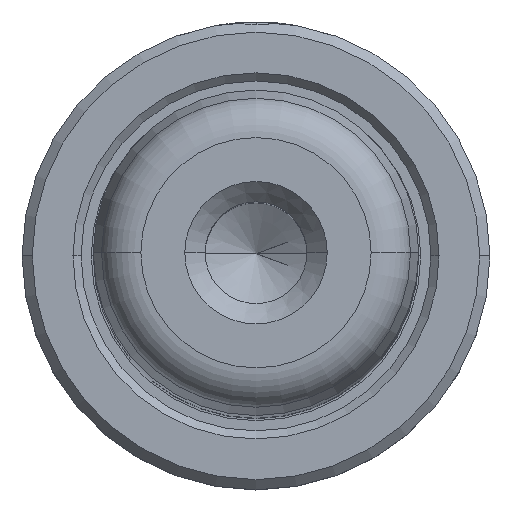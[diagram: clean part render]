
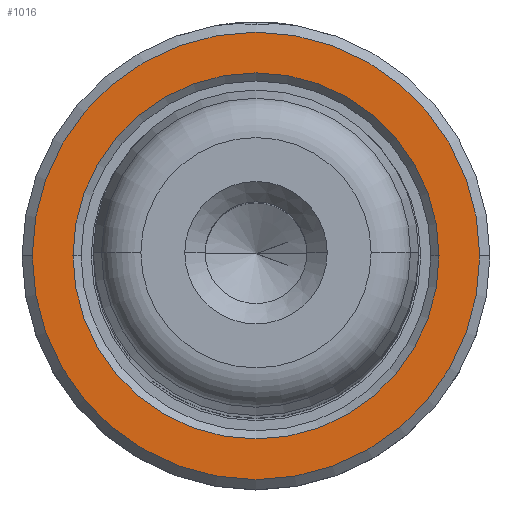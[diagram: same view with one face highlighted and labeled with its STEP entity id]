
A CAD part, top view. The second image highlights one B-rep face of the part: STEP entity #1016.
In plain terms, the highlighted planar face has unit normal (0, 0, 1).
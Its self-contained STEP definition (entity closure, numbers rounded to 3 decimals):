
#58 = ORIENTED_EDGE ( 'NONE', *, *, #207, .T. ) ;
#61 = VERTEX_POINT ( 'NONE', #535 ) ;
#168 = CARTESIAN_POINT ( 'NONE',  ( -9., 0., 40. ) ) ;
#177 = DIRECTION ( 'NONE',  ( -1., 0., 0. ) ) ;
#184 = EDGE_LOOP ( 'NONE', ( #217, #308 ) ) ;
#185 = DIRECTION ( 'NONE',  ( 0., 0., -1. ) ) ;
#199 = CARTESIAN_POINT ( 'NONE',  ( 0., 0., 40. ) ) ;
#207 = EDGE_CURVE ( 'NONE', #2250, #61, #441, .T. ) ;
#217 = ORIENTED_EDGE ( 'NONE', *, *, #2077, .T. ) ;
#308 = ORIENTED_EDGE ( 'NONE', *, *, #613, .T. ) ;
#441 = CIRCLE ( 'NONE', #1050, 11. ) ;
#515 = VERTEX_POINT ( 'NONE', #168 ) ;
#535 = CARTESIAN_POINT ( 'NONE',  ( -11., 0., 40. ) ) ;
#549 = CIRCLE ( 'NONE', #900, 11. ) ;
#612 = FACE_OUTER_BOUND ( 'NONE', #1504, .T. ) ;
#613 = EDGE_CURVE ( 'NONE', #515, #1063, #1180, .T. ) ;
#867 = DIRECTION ( 'NONE',  ( -1., 0., 0. ) ) ;
#885 = DIRECTION ( 'NONE',  ( 0., 0., 1. ) ) ;
#888 = CARTESIAN_POINT ( 'NONE',  ( 0., 0., 40. ) ) ;
#900 = AXIS2_PLACEMENT_3D ( 'NONE', #2178, #2167, #2164 ) ;
#1016 = ADVANCED_FACE ( 'NONE', ( #612, #1981 ), #2210, .F. ) ;
#1022 = EDGE_CURVE ( 'NONE', #61, #2250, #549, .T. ) ;
#1041 = AXIS2_PLACEMENT_3D ( 'NONE', #2260, #2201, #2195 ) ;
#1050 = AXIS2_PLACEMENT_3D ( 'NONE', #888, #885, #867 ) ;
#1063 = VERTEX_POINT ( 'NONE', #2133 ) ;
#1180 = CIRCLE ( 'NONE', #1922, 9. ) ;
#1413 = AXIS2_PLACEMENT_3D ( 'NONE', #199, #185, #177 ) ;
#1504 = EDGE_LOOP ( 'NONE', ( #2202, #58 ) ) ;
#1510 = CIRCLE ( 'NONE', #1413, 9. ) ;
#1618 = DIRECTION ( 'NONE',  ( -1., 0., 0. ) ) ;
#1641 = CARTESIAN_POINT ( 'NONE',  ( 0., 0., 40. ) ) ;
#1730 = DIRECTION ( 'NONE',  ( 0., 0., -1. ) ) ;
#1922 = AXIS2_PLACEMENT_3D ( 'NONE', #1641, #1730, #1618 ) ;
#1932 = CARTESIAN_POINT ( 'NONE',  ( 11., 0., 40. ) ) ;
#1981 = FACE_BOUND ( 'NONE', #184, .T. ) ;
#2077 = EDGE_CURVE ( 'NONE', #1063, #515, #1510, .T. ) ;
#2133 = CARTESIAN_POINT ( 'NONE',  ( 9., 0., 40. ) ) ;
#2164 = DIRECTION ( 'NONE',  ( -1., 0., 0. ) ) ;
#2167 = DIRECTION ( 'NONE',  ( 0., 0., 1. ) ) ;
#2178 = CARTESIAN_POINT ( 'NONE',  ( 0., 0., 40. ) ) ;
#2195 = DIRECTION ( 'NONE',  ( -1., 0., 0. ) ) ;
#2201 = DIRECTION ( 'NONE',  ( 0., 0., -1. ) ) ;
#2202 = ORIENTED_EDGE ( 'NONE', *, *, #1022, .T. ) ;
#2210 = PLANE ( 'NONE',  #1041 ) ;
#2250 = VERTEX_POINT ( 'NONE', #1932 ) ;
#2260 = CARTESIAN_POINT ( 'NONE',  ( 8., 0., 40. ) ) ;
